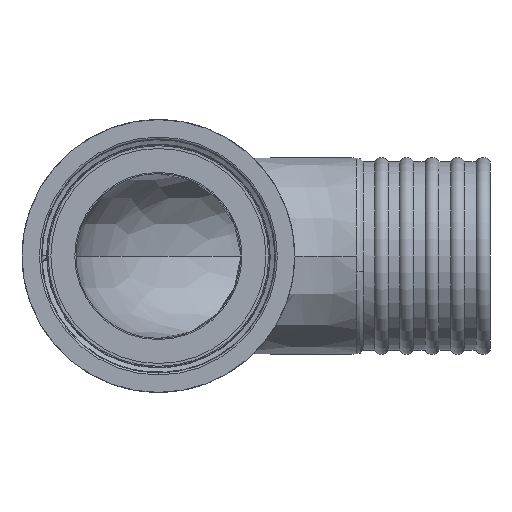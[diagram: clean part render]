
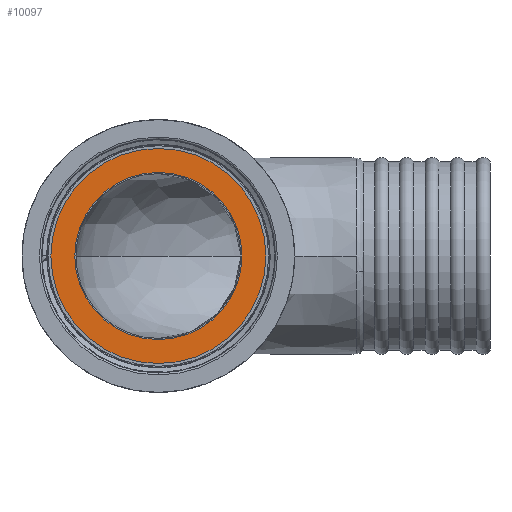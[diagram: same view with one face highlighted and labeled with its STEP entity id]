
A CAD part, front view. The second image highlights one B-rep face of the part: STEP entity #10097.
In plain terms, the highlighted face is planar.
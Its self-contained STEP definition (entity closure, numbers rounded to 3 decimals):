
#2381 = CARTESIAN_POINT ( 'NONE',  ( -1.325, 0., -27.4 ) ) ;
#2386 = FACE_BOUND ( 'NONE', #11605, .T. ) ;
#2389 = FACE_OUTER_BOUND ( 'NONE', #11611, .T. ) ;
#2390 = PLANE ( 'NONE',  #6792 ) ;
#2392 = DIRECTION ( 'NONE',  ( 1., 0., 0. ) ) ;
#2393 = DIRECTION ( 'NONE',  ( 0., 0., -1. ) ) ;
#2443 = CARTESIAN_POINT ( 'NONE',  ( -1.325, 0., 0. ) ) ;
#2444 = DIRECTION ( 'NONE',  ( -1., 0., 0. ) ) ;
#2445 = DIRECTION ( 'NONE',  ( 0., 0., 1. ) ) ;
#2451 = CARTESIAN_POINT ( 'NONE',  ( -1.325, 0., 0. ) ) ;
#2452 = DIRECTION ( 'NONE',  ( -1., 0., 0. ) ) ;
#2453 = DIRECTION ( 'NONE',  ( 0., 0., 1. ) ) ;
#3632 = CARTESIAN_POINT ( 'NONE',  ( -1.325, 0., 0. ) ) ;
#3633 = DIRECTION ( 'NONE',  ( -1., 0., 0. ) ) ;
#3634 = DIRECTION ( 'NONE',  ( 0., 0., 1. ) ) ;
#3635 = CARTESIAN_POINT ( 'NONE',  ( -1.325, 0., 0. ) ) ;
#3636 = DIRECTION ( 'NONE',  ( -1., 0., 0. ) ) ;
#3637 = DIRECTION ( 'NONE',  ( 0., 0., 1. ) ) ;
#3914 = CIRCLE ( 'NONE', #3918, 21.3 ) ;
#3917 = CIRCLE ( 'NONE', #3920, 27.4 ) ;
#3918 = AXIS2_PLACEMENT_3D ( 'NONE', #3632, #3633, #3634 ) ;
#3920 = AXIS2_PLACEMENT_3D ( 'NONE', #3635, #3636, #3637 ) ;
#4250 = CARTESIAN_POINT ( 'NONE',  ( -1.325, 0., 27.4 ) ) ;
#4252 = CARTESIAN_POINT ( 'NONE',  ( -1.325, 0., -27.4 ) ) ;
#4360 = CARTESIAN_POINT ( 'NONE',  ( -1.325, 0., 21.3 ) ) ;
#4362 = CARTESIAN_POINT ( 'NONE',  ( -1.325, 0., -21.3 ) ) ;
#4853 = ORIENTED_EDGE ( 'NONE', *, *, #10331, .F. ) ;
#4854 = ORIENTED_EDGE ( 'NONE', *, *, #10108, .F. ) ;
#4855 = ORIENTED_EDGE ( 'NONE', *, *, #10111, .T. ) ;
#4856 = ORIENTED_EDGE ( 'NONE', *, *, #10332, .T. ) ;
#6777 = AXIS2_PLACEMENT_3D ( 'NONE', #2451, #2452, #2453 ) ;
#6779 = CIRCLE ( 'NONE', #6777, 27.4 ) ;
#6792 = AXIS2_PLACEMENT_3D ( 'NONE', #2381, #2392, #2393 ) ;
#6808 = CIRCLE ( 'NONE', #6811, 21.3 ) ;
#6811 = AXIS2_PLACEMENT_3D ( 'NONE', #2443, #2444, #2445 ) ;
#10097 = ADVANCED_FACE ( 'NONE', ( #2386, #2389 ), #2390, .F. ) ;
#10108 = EDGE_CURVE ( 'NONE', #11386, #11384, #6808, .T. ) ;
#10111 = EDGE_CURVE ( 'NONE', #11268, #11270, #6779, .T. ) ;
#10331 = EDGE_CURVE ( 'NONE', #11384, #11386, #3914, .T. ) ;
#10332 = EDGE_CURVE ( 'NONE', #11270, #11268, #3917, .T. ) ;
#11268 = VERTEX_POINT ( 'NONE', #4250 ) ;
#11270 = VERTEX_POINT ( 'NONE', #4252 ) ;
#11384 = VERTEX_POINT ( 'NONE', #4360 ) ;
#11386 = VERTEX_POINT ( 'NONE', #4362 ) ;
#11605 = EDGE_LOOP ( 'NONE', ( #4853, #4854 ) ) ;
#11611 = EDGE_LOOP ( 'NONE', ( #4855, #4856 ) ) ;
